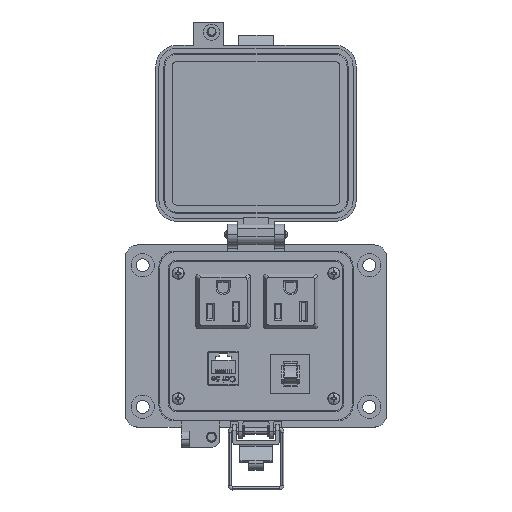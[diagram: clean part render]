
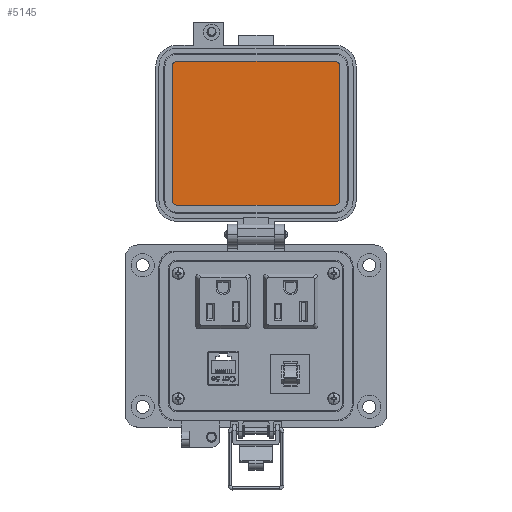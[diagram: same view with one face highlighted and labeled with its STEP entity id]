
A CAD part, top view. The second image highlights one B-rep face of the part: STEP entity #5145.
In plain terms, the highlighted planar face has unit normal (0, 0, 1).
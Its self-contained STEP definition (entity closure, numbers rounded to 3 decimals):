
#2260 = VERTEX_POINT ( 'NONE', #15643 ) ;
#2413 = ORIENTED_EDGE ( 'NONE', *, *, #52679, .F. ) ;
#2579 = CIRCLE ( 'NONE', #42141, 2.299 ) ;
#2647 = VERTEX_POINT ( 'NONE', #16353 ) ;
#3703 = DIRECTION ( 'NONE',  ( -1., 0., 0. ) ) ;
#3771 = PLANE ( 'NONE',  #52852 ) ;
#4181 = DIRECTION ( 'NONE',  ( 0., -1., 0. ) ) ;
#4491 = CARTESIAN_POINT ( 'NONE',  ( 35.912, 60.004, 19.202 ) ) ;
#5145 = ADVANCED_FACE ( 'NONE', ( #43242 ), #3771, .T. ) ;
#5271 = DIRECTION ( 'NONE',  ( 1., 0., 0. ) ) ;
#5598 = EDGE_CURVE ( 'NONE', #16541, #2260, #25595, .T. ) ;
#6652 = AXIS2_PLACEMENT_3D ( 'NONE', #20746, #38340, #55877 ) ;
#9495 = CARTESIAN_POINT ( 'NONE',  ( 35.912, 57.705, 19.202 ) ) ;
#9990 = CARTESIAN_POINT ( 'NONE',  ( 38.212, 126.389, 19.202 ) ) ;
#10770 = EDGE_CURVE ( 'NONE', #53394, #16541, #2579, .T. ) ;
#11864 = DIRECTION ( 'NONE',  ( 0., 0., -1. ) ) ;
#12183 = CARTESIAN_POINT ( 'NONE',  ( -44.769, 126.389, 19.202 ) ) ;
#12341 = ORIENTED_EDGE ( 'NONE', *, *, #34136, .F. ) ;
#13081 = CIRCLE ( 'NONE', #45263, 2.299 ) ;
#13183 = CARTESIAN_POINT ( 'NONE',  ( 35.912, 128.688, 19.202 ) ) ;
#14777 = EDGE_LOOP ( 'NONE', ( #52842, #2413, #17034, #27037, #33671, #12341, #30602, #32598 ) ) ;
#15643 = CARTESIAN_POINT ( 'NONE',  ( -42.469, 57.705, 19.202 ) ) ;
#16353 = CARTESIAN_POINT ( 'NONE',  ( -42.469, 128.688, 19.202 ) ) ;
#16541 = VERTEX_POINT ( 'NONE', #9495 ) ;
#16900 = CARTESIAN_POINT ( 'NONE',  ( -44.769, 93.196, 19.202 ) ) ;
#17034 = ORIENTED_EDGE ( 'NONE', *, *, #49803, .F. ) ;
#17403 = DIRECTION ( 'NONE',  ( 0., -1., 0. ) ) ;
#19288 = VERTEX_POINT ( 'NONE', #12183 ) ;
#20746 = CARTESIAN_POINT ( 'NONE',  ( -42.469, 60.004, 19.202 ) ) ;
#21343 = CARTESIAN_POINT ( 'NONE',  ( 39.871, 130.108, 19.202 ) ) ;
#21358 = CIRCLE ( 'NONE', #53539, 2.299 ) ;
#22065 = DIRECTION ( 'NONE',  ( 0., 0., -1. ) ) ;
#22990 = EDGE_CURVE ( 'NONE', #2647, #41838, #27167, .T. ) ;
#25595 = LINE ( 'NONE', #43171, #52022 ) ;
#26085 = LINE ( 'NONE', #43642, #39822 ) ;
#27037 = ORIENTED_EDGE ( 'NONE', *, *, #22990, .F. ) ;
#27167 = LINE ( 'NONE', #44728, #35249 ) ;
#27187 = EDGE_CURVE ( 'NONE', #2260, #45372, #31536, .T. ) ;
#27351 = VERTEX_POINT ( 'NONE', #9990 ) ;
#29312 = VECTOR ( 'NONE', #34484, 1000. ) ;
#29454 = DIRECTION ( 'NONE',  ( 1., 0., 0. ) ) ;
#29919 = CARTESIAN_POINT ( 'NONE',  ( 38.212, 60.004, 19.202 ) ) ;
#29990 = CARTESIAN_POINT ( 'NONE',  ( -44.769, 60.004, 19.202 ) ) ;
#30602 = ORIENTED_EDGE ( 'NONE', *, *, #27187, .F. ) ;
#31536 = CIRCLE ( 'NONE', #6652, 2.299 ) ;
#32037 = EDGE_CURVE ( 'NONE', #19288, #2647, #21358, .T. ) ;
#32598 = ORIENTED_EDGE ( 'NONE', *, *, #5598, .F. ) ;
#33671 = ORIENTED_EDGE ( 'NONE', *, *, #32037, .F. ) ;
#34136 = EDGE_CURVE ( 'NONE', #45372, #19288, #56346, .T. ) ;
#34484 = DIRECTION ( 'NONE',  ( 0., 1., 0. ) ) ;
#35249 = VECTOR ( 'NONE', #5271, 1000. ) ;
#38340 = DIRECTION ( 'NONE',  ( 0., 0., -1. ) ) ;
#38941 = DIRECTION ( 'NONE',  ( 0., 0., 1. ) ) ;
#39313 = CARTESIAN_POINT ( 'NONE',  ( -42.469, 126.389, 19.202 ) ) ;
#39655 = DIRECTION ( 'NONE',  ( 0., -1., 0. ) ) ;
#39822 = VECTOR ( 'NONE', #4181, 1000. ) ;
#41838 = VERTEX_POINT ( 'NONE', #13183 ) ;
#42141 = AXIS2_PLACEMENT_3D ( 'NONE', #4491, #22065, #39655 ) ;
#43171 = CARTESIAN_POINT ( 'NONE',  ( -3.279, 57.705, 19.202 ) ) ;
#43242 = FACE_OUTER_BOUND ( 'NONE', #14777, .T. ) ;
#43642 = CARTESIAN_POINT ( 'NONE',  ( 38.212, 93.196, 19.202 ) ) ;
#44728 = CARTESIAN_POINT ( 'NONE',  ( -3.279, 128.688, 19.202 ) ) ;
#45263 = AXIS2_PLACEMENT_3D ( 'NONE', #51318, #11864, #29454 ) ;
#45372 = VERTEX_POINT ( 'NONE', #29990 ) ;
#49803 = EDGE_CURVE ( 'NONE', #41838, #27351, #13081, .T. ) ;
#51318 = CARTESIAN_POINT ( 'NONE',  ( 35.912, 126.389, 19.202 ) ) ;
#52022 = VECTOR ( 'NONE', #3703, 1000. ) ;
#52679 = EDGE_CURVE ( 'NONE', #27351, #53394, #26085, .T. ) ;
#52842 = ORIENTED_EDGE ( 'NONE', *, *, #10770, .F. ) ;
#52852 = AXIS2_PLACEMENT_3D ( 'NONE', #21343, #38941, #56473 ) ;
#53394 = VERTEX_POINT ( 'NONE', #29919 ) ;
#53539 = AXIS2_PLACEMENT_3D ( 'NONE', #39313, #56850, #17403 ) ;
#55877 = DIRECTION ( 'NONE',  ( 1., 0., 0. ) ) ;
#56346 = LINE ( 'NONE', #16900, #29312 ) ;
#56473 = DIRECTION ( 'NONE',  ( -1., 0., 0. ) ) ;
#56850 = DIRECTION ( 'NONE',  ( 0., 0., -1. ) ) ;
